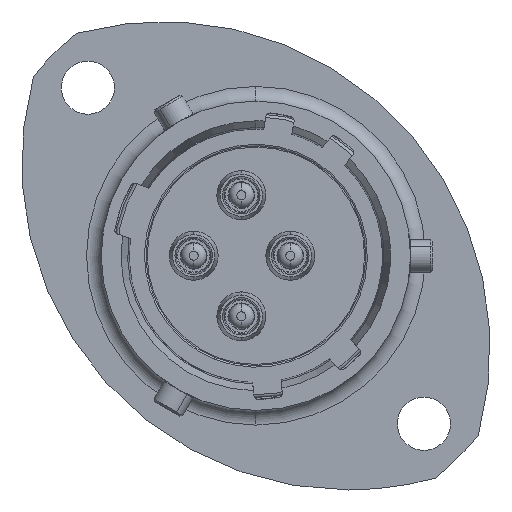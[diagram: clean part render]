
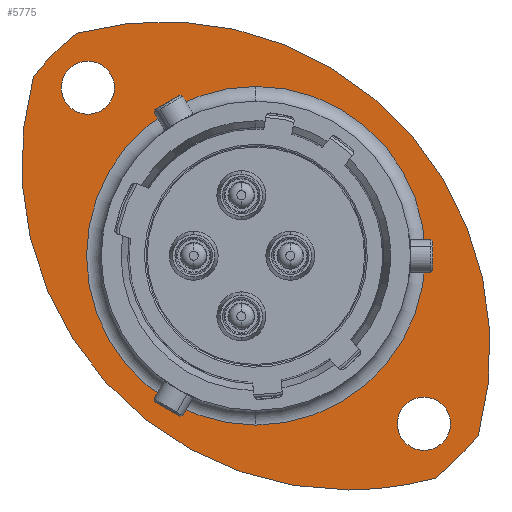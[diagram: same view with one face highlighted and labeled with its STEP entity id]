
A CAD part, left-side view. The second image highlights one B-rep face of the part: STEP entity #5775.
In plain terms, the highlighted planar face has unit normal (-1, 0, 0).
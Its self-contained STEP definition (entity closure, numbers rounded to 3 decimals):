
#28 = ORIENTED_EDGE ( 'NONE', *, *, #366, .T. ) ;
#366 = EDGE_CURVE ( 'NONE', #13713, #13355, #9671, .T. ) ;
#478 = DIRECTION ( 'NONE',  ( 0., 0., -1. ) ) ;
#480 = DIRECTION ( 'NONE',  ( -1., 0., 0. ) ) ;
#665 = VERTEX_POINT ( 'NONE', #11813 ) ;
#794 = VERTEX_POINT ( 'NONE', #4043 ) ;
#866 = VERTEX_POINT ( 'NONE', #8194 ) ;
#1096 = CARTESIAN_POINT ( 'NONE',  ( 11.424, -8.045, -13.215 ) ) ;
#1179 = ORIENTED_EDGE ( 'NONE', *, *, #4777, .T. ) ;
#1356 = CIRCLE ( 'NONE', #7717, 1.625 ) ;
#1363 = CARTESIAN_POINT ( 'NONE',  ( 11.424, -2.713, 6.061 ) ) ;
#1419 = CARTESIAN_POINT ( 'NONE',  ( 11.424, -7.344, -9.884 ) ) ;
#1434 = CARTESIAN_POINT ( 'NONE',  ( 11.424, -7.344, -9.884 ) ) ;
#1447 = CARTESIAN_POINT ( 'NONE',  ( 11.424, 13.934, 14.023 ) ) ;
#1468 = CARTESIAN_POINT ( 'NONE',  ( 11.424, 16.563, 11.394 ) ) ;
#1523 = FACE_BOUND ( 'NONE', #10154, .T. ) ;
#1616 = CARTESIAN_POINT ( 'NONE',  ( 11.424, 13.232, 12.318 ) ) ;
#1622 = EDGE_CURVE ( 'NONE', #2570, #5832, #1356, .T. ) ;
#1783 = CARTESIAN_POINT ( 'NONE',  ( 11.424, 12.414, 0.404 ) ) ;
#2232 = AXIS2_PLACEMENT_3D ( 'NONE', #4768, #14267, #6132 ) ;
#2252 = EDGE_CURVE ( 'NONE', #5832, #2570, #4516, .T. ) ;
#2340 = AXIS2_PLACEMENT_3D ( 'NONE', #13128, #4988, #14482 ) ;
#2570 = VERTEX_POINT ( 'NONE', #13141 ) ;
#2583 = CIRCLE ( 'NONE', #12277, 1.625 ) ;
#2650 = CIRCLE ( 'NONE', #9162, 20. ) ;
#2732 = DIRECTION ( 'NONE',  ( 0., 0., -1. ) ) ;
#2750 = CIRCLE ( 'NONE', #16742, 1.625 ) ;
#2788 = DIRECTION ( 'NONE',  ( 0., 0., -1. ) ) ;
#2812 = DIRECTION ( 'NONE',  ( 0., 0., -1. ) ) ;
#3084 = PLANE ( 'NONE',  #14174 ) ;
#3148 = DIRECTION ( 'NONE',  ( 0., 0., -1. ) ) ;
#3247 = ORIENTED_EDGE ( 'NONE', *, *, #5644, .T. ) ;
#4011 = DIRECTION ( 'NONE',  ( -1., 0., 0. ) ) ;
#4043 = CARTESIAN_POINT ( 'NONE',  ( 11.424, 2.944, -9.966 ) ) ;
#4248 = EDGE_LOOP ( 'NONE', ( #7459, #1179 ) ) ;
#4292 = AXIS2_PLACEMENT_3D ( 'NONE', #7340, #16859, #8706 ) ;
#4516 = CIRCLE ( 'NONE', #4528, 1.625 ) ;
#4528 = AXIS2_PLACEMENT_3D ( 'NONE', #1419, #10889, #2788 ) ;
#4603 = CIRCLE ( 'NONE', #9010, 17.5 ) ;
#4752 = ORIENTED_EDGE ( 'NONE', *, *, #10532, .T. ) ;
#4759 = DIRECTION ( 'NONE',  ( -1., 0., 0. ) ) ;
#4768 = CARTESIAN_POINT ( 'NONE',  ( 11.424, 8.601, -5.253 ) ) ;
#4777 = EDGE_CURVE ( 'NONE', #866, #794, #5861, .T. ) ;
#4988 = DIRECTION ( 'NONE',  ( 1., 0., 0. ) ) ;
#5037 = ORIENTED_EDGE ( 'NONE', *, *, #2252, .F. ) ;
#5126 = ORIENTED_EDGE ( 'NONE', *, *, #13283, .T. ) ;
#5135 = FACE_OUTER_BOUND ( 'NONE', #17382, .T. ) ;
#5313 = ORIENTED_EDGE ( 'NONE', *, *, #15670, .F. ) ;
#5339 = EDGE_CURVE ( 'NONE', #11423, #13713, #2650, .T. ) ;
#5644 = EDGE_CURVE ( 'NONE', #5705, #11423, #13446, .T. ) ;
#5705 = VERTEX_POINT ( 'NONE', #1468 ) ;
#5775 = ADVANCED_FACE ( 'NONE', ( #8736, #1523, #12343, #5135 ), #3084, .F. ) ;
#5832 = VERTEX_POINT ( 'NONE', #11186 ) ;
#5861 = CIRCLE ( 'NONE', #2340, 10.37 ) ;
#6003 = EDGE_LOOP ( 'NONE', ( #5037, #7412 ) ) ;
#6132 = DIRECTION ( 'NONE',  ( 0., 0., -1. ) ) ;
#7184 = ORIENTED_EDGE ( 'NONE', *, *, #5339, .T. ) ;
#7340 = CARTESIAN_POINT ( 'NONE',  ( 11.424, 2.944, 0.404 ) ) ;
#7412 = ORIENTED_EDGE ( 'NONE', *, *, #1622, .F. ) ;
#7456 = EDGE_CURVE ( 'NONE', #794, #866, #10896, .T. ) ;
#7459 = ORIENTED_EDGE ( 'NONE', *, *, #7456, .T. ) ;
#7717 = AXIS2_PLACEMENT_3D ( 'NONE', #1434, #10915, #2812 ) ;
#7876 = DIRECTION ( 'NONE',  ( -1., 0., 0. ) ) ;
#8122 = AXIS2_PLACEMENT_3D ( 'NONE', #16023, #7876, #17385 ) ;
#8194 = CARTESIAN_POINT ( 'NONE',  ( 11.424, 2.944, 10.774 ) ) ;
#8532 = CIRCLE ( 'NONE', #2232, 20. ) ;
#8603 = DIRECTION ( 'NONE',  ( -1., 0., 0. ) ) ;
#8607 = CARTESIAN_POINT ( 'NONE',  ( 11.424, 13.232, 10.693 ) ) ;
#8706 = DIRECTION ( 'NONE',  ( 0., 0., -1. ) ) ;
#8736 = FACE_BOUND ( 'NONE', #4248, .T. ) ;
#9010 = AXIS2_PLACEMENT_3D ( 'NONE', #12137, #4011, #13522 ) ;
#9052 = AXIS2_PLACEMENT_3D ( 'NONE', #1363, #10838, #2732 ) ;
#9162 = AXIS2_PLACEMENT_3D ( 'NONE', #16750, #8603, #478 ) ;
#9585 = CARTESIAN_POINT ( 'NONE',  ( 11.424, -10.675, -10.585 ) ) ;
#9671 = CIRCLE ( 'NONE', #8122, 17.5 ) ;
#9967 = DIRECTION ( 'NONE',  ( 0., 0., -1. ) ) ;
#10154 = EDGE_LOOP ( 'NONE', ( #11187, #5313 ) ) ;
#10532 = EDGE_CURVE ( 'NONE', #13355, #13369, #8532, .T. ) ;
#10838 = DIRECTION ( 'NONE',  ( -1., 0., 0. ) ) ;
#10889 = DIRECTION ( 'NONE',  ( -1., 0., 0. ) ) ;
#10896 = CIRCLE ( 'NONE', #4292, 10.37 ) ;
#10915 = DIRECTION ( 'NONE',  ( -1., 0., 0. ) ) ;
#11186 = CARTESIAN_POINT ( 'NONE',  ( 11.424, -7.344, -11.509 ) ) ;
#11187 = ORIENTED_EDGE ( 'NONE', *, *, #12312, .F. ) ;
#11253 = DIRECTION ( 'NONE',  ( 1., 0., 0. ) ) ;
#11423 = VERTEX_POINT ( 'NONE', #16967 ) ;
#11813 = CARTESIAN_POINT ( 'NONE',  ( 11.424, 13.232, 9.068 ) ) ;
#12137 = CARTESIAN_POINT ( 'NONE',  ( 11.424, 2.944, 0.404 ) ) ;
#12277 = AXIS2_PLACEMENT_3D ( 'NONE', #8607, #480, #9967 ) ;
#12312 = EDGE_CURVE ( 'NONE', #665, #16388, #2583, .T. ) ;
#12343 = FACE_BOUND ( 'NONE', #6003, .T. ) ;
#12902 = CARTESIAN_POINT ( 'NONE',  ( 11.424, 13.232, 10.693 ) ) ;
#13128 = CARTESIAN_POINT ( 'NONE',  ( 11.424, 2.944, 0.404 ) ) ;
#13141 = CARTESIAN_POINT ( 'NONE',  ( 11.424, -7.344, -8.259 ) ) ;
#13283 = EDGE_CURVE ( 'NONE', #13369, #5705, #4603, .T. ) ;
#13355 = VERTEX_POINT ( 'NONE', #9585 ) ;
#13369 = VERTEX_POINT ( 'NONE', #1447 ) ;
#13446 = CIRCLE ( 'NONE', #9052, 20. ) ;
#13522 = DIRECTION ( 'NONE',  ( 0., 0., 1. ) ) ;
#13713 = VERTEX_POINT ( 'NONE', #1096 ) ;
#14174 = AXIS2_PLACEMENT_3D ( 'NONE', #1783, #11253, #3148 ) ;
#14260 = DIRECTION ( 'NONE',  ( 0., 0., -1. ) ) ;
#14267 = DIRECTION ( 'NONE',  ( -1., 0., 0. ) ) ;
#14482 = DIRECTION ( 'NONE',  ( 0., 0., -1. ) ) ;
#15670 = EDGE_CURVE ( 'NONE', #16388, #665, #2750, .T. ) ;
#16023 = CARTESIAN_POINT ( 'NONE',  ( 11.424, 2.944, 0.404 ) ) ;
#16388 = VERTEX_POINT ( 'NONE', #1616 ) ;
#16742 = AXIS2_PLACEMENT_3D ( 'NONE', #12902, #4759, #14260 ) ;
#16750 = CARTESIAN_POINT ( 'NONE',  ( 11.424, -2.713, 6.061 ) ) ;
#16859 = DIRECTION ( 'NONE',  ( 1., 0., 0. ) ) ;
#16967 = CARTESIAN_POINT ( 'NONE',  ( 11.424, -2.713, -13.939 ) ) ;
#17382 = EDGE_LOOP ( 'NONE', ( #3247, #7184, #28, #4752, #5126 ) ) ;
#17385 = DIRECTION ( 'NONE',  ( 0., 0., 1. ) ) ;
